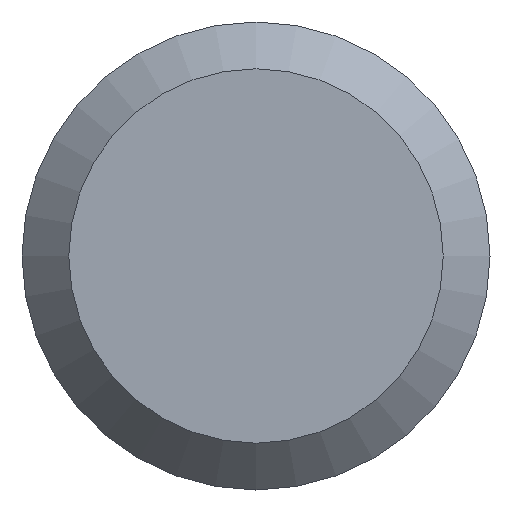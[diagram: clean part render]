
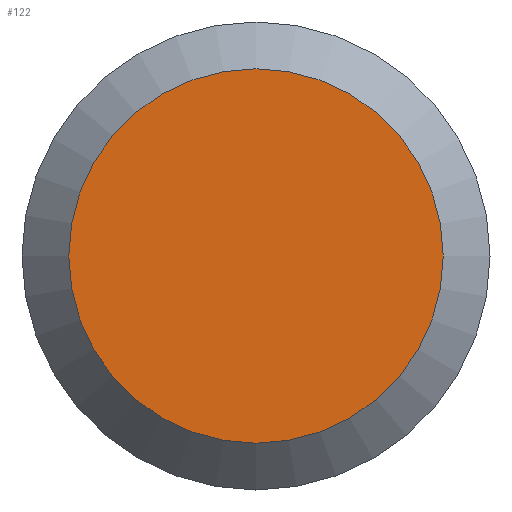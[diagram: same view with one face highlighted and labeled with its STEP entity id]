
A CAD part, left-side view. The second image highlights one B-rep face of the part: STEP entity #122.
In plain terms, the highlighted planar face has unit normal (-1, 0, 0).
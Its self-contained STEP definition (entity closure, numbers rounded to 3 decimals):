
#6 = DIRECTION ( 'NONE',  ( 0., 0., -1. ) ) ;
#37 = AXIS2_PLACEMENT_3D ( 'NONE', #86, #131, #6 ) ;
#63 = DIRECTION ( 'NONE',  ( -1., 0., 0. ) ) ;
#78 = AXIS2_PLACEMENT_3D ( 'NONE', #171, #63, #153 ) ;
#85 = ORIENTED_EDGE ( 'NONE', *, *, #208, .T. ) ;
#86 = CARTESIAN_POINT ( 'NONE',  ( 0., 4.6, 0. ) ) ;
#96 = PLANE ( 'NONE',  #37 ) ;
#120 = EDGE_LOOP ( 'NONE', ( #85 ) ) ;
#122 = ADVANCED_FACE ( 'NONE', ( #165 ), #96, .F. ) ;
#131 = DIRECTION ( 'NONE',  ( 1., 0., 0. ) ) ;
#141 = CARTESIAN_POINT ( 'NONE',  ( 0., 0., -3.68 ) ) ;
#153 = DIRECTION ( 'NONE',  ( 0., 0., -1. ) ) ;
#165 = FACE_OUTER_BOUND ( 'NONE', #120, .T. ) ;
#171 = CARTESIAN_POINT ( 'NONE',  ( 0., 0., 0. ) ) ;
#177 = CIRCLE ( 'NONE', #78, 3.68 ) ;
#197 = VERTEX_POINT ( 'NONE', #141 ) ;
#208 = EDGE_CURVE ( 'NONE', #197, #197, #177, .T. ) ;
